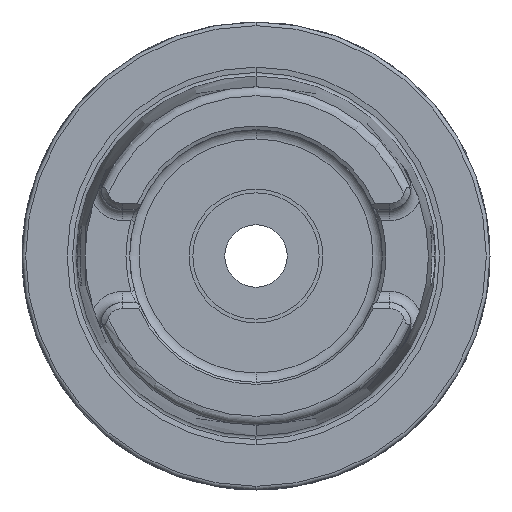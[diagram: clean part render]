
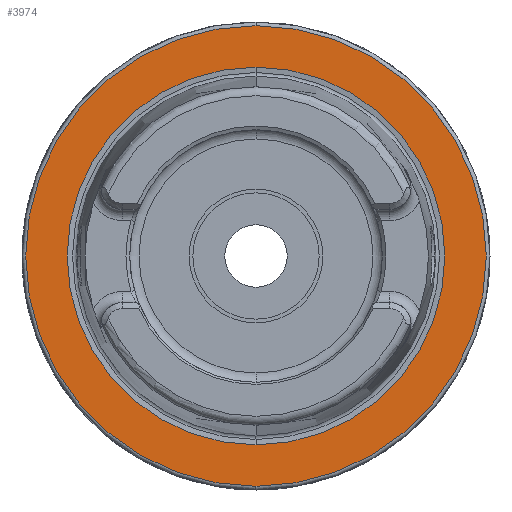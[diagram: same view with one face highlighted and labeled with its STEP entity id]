
A CAD part, left-side view. The second image highlights one B-rep face of the part: STEP entity #3974.
In plain terms, the highlighted planar face has unit normal (-1, 0, 0).
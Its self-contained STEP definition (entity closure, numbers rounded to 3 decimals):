
#983=CARTESIAN_POINT('',(0.,0.,0.));
#984=DIRECTION('',(1.,0.,0.));
#985=DIRECTION('',(0.,0.,-1.));
#986=AXIS2_PLACEMENT_3D('',#983,#984,#985);
#988=CARTESIAN_POINT('',(0.,0.,0.));
#989=DIRECTION('',(1.,0.,0.));
#990=DIRECTION('',(0.,0.,1.));
#991=AXIS2_PLACEMENT_3D('',#988,#989,#990);
#993=CARTESIAN_POINT('',(0.,0.,0.));
#994=DIRECTION('',(-1.,0.,0.));
#995=DIRECTION('',(0.,0.,1.));
#996=AXIS2_PLACEMENT_3D('',#993,#994,#995);
#998=CARTESIAN_POINT('',(0.,0.,0.));
#999=DIRECTION('',(-1.,0.,0.));
#1000=DIRECTION('',(0.,0.,-1.));
#1001=AXIS2_PLACEMENT_3D('',#998,#999,#1000);
#2573=CARTESIAN_POINT('',(0.,0.,-25.42));
#2574=CARTESIAN_POINT('',(0.,0.,25.42));
#2575=VERTEX_POINT('',#2573);
#2576=VERTEX_POINT('',#2574);
#2902=CARTESIAN_POINT('',(0.,0.,31.));
#2903=CARTESIAN_POINT('',(0.,0.,-31.));
#2904=VERTEX_POINT('',#2902);
#2905=VERTEX_POINT('',#2903);
#3958=CARTESIAN_POINT('',(0.,0.,0.));
#3959=DIRECTION('',(1.,0.,0.));
#3960=DIRECTION('',(0.,0.,1.));
#3961=AXIS2_PLACEMENT_3D('',#3958,#3959,#3960);
#3962=PLANE('',#3961);
#3963=ORIENTED_EDGE('',*,*,#3948,.F.);
#3965=ORIENTED_EDGE('',*,*,#3964,.F.);
#3966=EDGE_LOOP('',(#3963,#3965));
#3967=FACE_OUTER_BOUND('',#3966,.F.);
#3969=ORIENTED_EDGE('',*,*,#3968,.F.);
#3971=ORIENTED_EDGE('',*,*,#3970,.F.);
#3972=EDGE_LOOP('',(#3969,#3971));
#3973=FACE_BOUND('',#3972,.F.);
#3974=ADVANCED_FACE('',(#3967,#3973),#3962,.F.);
#987=CIRCLE('',#986,25.42);
#992=CIRCLE('',#991,25.42);
#997=CIRCLE('',#996,31.);
#1002=CIRCLE('',#1001,31.);
#3948=EDGE_CURVE('',#2904,#2905,#997,.T.);
#3964=EDGE_CURVE('',#2905,#2904,#1002,.T.);
#3968=EDGE_CURVE('',#2575,#2576,#987,.T.);
#3970=EDGE_CURVE('',#2576,#2575,#992,.T.);
